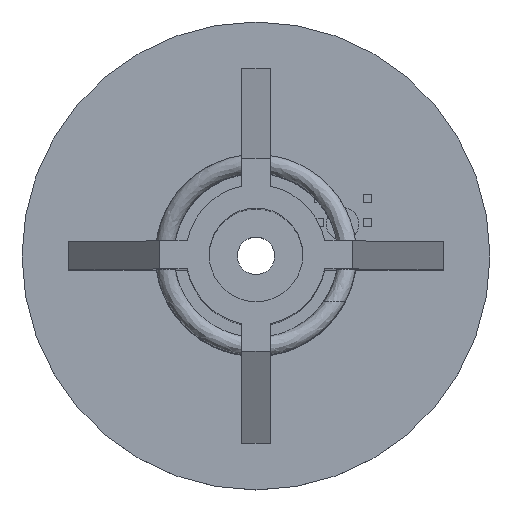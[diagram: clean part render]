
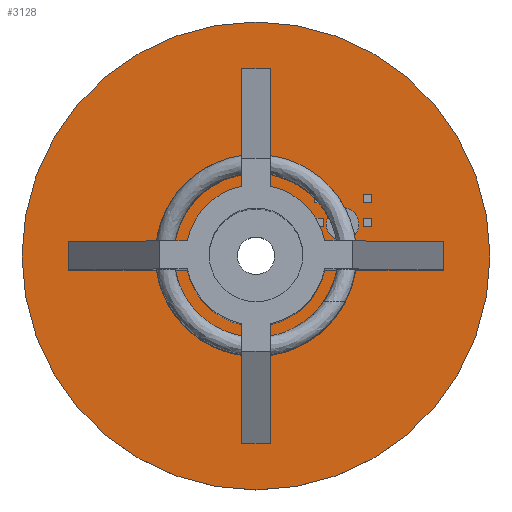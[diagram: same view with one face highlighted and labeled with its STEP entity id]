
A CAD part, top view. The second image highlights one B-rep face of the part: STEP entity #3128.
In plain terms, the highlighted planar face has unit normal (0, 0, 1).
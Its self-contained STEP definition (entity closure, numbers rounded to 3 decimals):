
#79=CIRCLE('',#3313,1.75);
#81=CIRCLE('',#3316,2.);
#84=CIRCLE('',#3320,25.);
#225=FACE_BOUND('',#671,.T.);
#226=FACE_BOUND('',#672,.T.);
#227=FACE_BOUND('',#673,.T.);
#228=FACE_BOUND('',#674,.T.);
#229=FACE_BOUND('',#675,.T.);
#230=FACE_BOUND('',#676,.T.);
#439=FACE_OUTER_BOUND('',#670,.T.);
#670=EDGE_LOOP('',(#2491));
#671=EDGE_LOOP('',(#2492,#2493,#2494,#2495));
#672=EDGE_LOOP('',(#2496,#2497,#2498,#2499));
#673=EDGE_LOOP('',(#2500,#2501,#2502,#2503));
#674=EDGE_LOOP('',(#2504,#2505,#2506,#2507));
#675=EDGE_LOOP('',(#2508));
#676=EDGE_LOOP('',(#2509));
#894=LINE('',#13199,#1160);
#898=LINE('',#13207,#1164);
#901=LINE('',#13213,#1167);
#904=LINE('',#13218,#1170);
#906=LINE('',#13223,#1172);
#910=LINE('',#13231,#1176);
#913=LINE('',#13237,#1179);
#916=LINE('',#13242,#1182);
#918=LINE('',#13247,#1184);
#922=LINE('',#13255,#1188);
#925=LINE('',#13261,#1191);
#928=LINE('',#13266,#1194);
#930=LINE('',#13271,#1196);
#934=LINE('',#13279,#1200);
#937=LINE('',#13285,#1203);
#940=LINE('',#13290,#1206);
#1160=VECTOR('',#3677,10.);
#1164=VECTOR('',#3683,10.);
#1167=VECTOR('',#3688,10.);
#1170=VECTOR('',#3693,10.);
#1172=VECTOR('',#3697,10.);
#1176=VECTOR('',#3703,10.);
#1179=VECTOR('',#3708,10.);
#1182=VECTOR('',#3713,10.);
#1184=VECTOR('',#3717,10.);
#1188=VECTOR('',#3723,10.);
#1191=VECTOR('',#3728,10.);
#1194=VECTOR('',#3733,10.);
#1196=VECTOR('',#3737,10.);
#1200=VECTOR('',#3743,10.);
#1203=VECTOR('',#3748,10.);
#1206=VECTOR('',#3753,10.);
#1444=VERTEX_POINT('',#13197);
#1445=VERTEX_POINT('',#13198);
#1448=VERTEX_POINT('',#13206);
#1450=VERTEX_POINT('',#13212);
#1452=VERTEX_POINT('',#13221);
#1453=VERTEX_POINT('',#13222);
#1456=VERTEX_POINT('',#13230);
#1458=VERTEX_POINT('',#13236);
#1460=VERTEX_POINT('',#13245);
#1461=VERTEX_POINT('',#13246);
#1464=VERTEX_POINT('',#13254);
#1466=VERTEX_POINT('',#13260);
#1468=VERTEX_POINT('',#13269);
#1469=VERTEX_POINT('',#13270);
#1472=VERTEX_POINT('',#13278);
#1474=VERTEX_POINT('',#13284);
#1476=VERTEX_POINT('',#13293);
#1478=VERTEX_POINT('',#13299);
#1481=VERTEX_POINT('',#13307);
#1793=EDGE_CURVE('',#1444,#1445,#894,.T.);
#1797=EDGE_CURVE('',#1445,#1448,#898,.T.);
#1800=EDGE_CURVE('',#1448,#1450,#901,.T.);
#1803=EDGE_CURVE('',#1450,#1444,#904,.T.);
#1805=EDGE_CURVE('',#1452,#1453,#906,.T.);
#1809=EDGE_CURVE('',#1453,#1456,#910,.T.);
#1812=EDGE_CURVE('',#1456,#1458,#913,.T.);
#1815=EDGE_CURVE('',#1458,#1452,#916,.T.);
#1817=EDGE_CURVE('',#1460,#1461,#918,.T.);
#1821=EDGE_CURVE('',#1461,#1464,#922,.T.);
#1824=EDGE_CURVE('',#1464,#1466,#925,.T.);
#1827=EDGE_CURVE('',#1466,#1460,#928,.T.);
#1829=EDGE_CURVE('',#1468,#1469,#930,.T.);
#1833=EDGE_CURVE('',#1469,#1472,#934,.T.);
#1836=EDGE_CURVE('',#1472,#1474,#937,.T.);
#1839=EDGE_CURVE('',#1474,#1468,#940,.T.);
#1841=EDGE_CURVE('',#1476,#1476,#79,.T.);
#1844=EDGE_CURVE('',#1478,#1478,#81,.T.);
#1849=EDGE_CURVE('',#1481,#1481,#84,.T.);
#2491=ORIENTED_EDGE('',*,*,#1849,.T.);
#2492=ORIENTED_EDGE('',*,*,#1800,.T.);
#2493=ORIENTED_EDGE('',*,*,#1803,.T.);
#2494=ORIENTED_EDGE('',*,*,#1793,.T.);
#2495=ORIENTED_EDGE('',*,*,#1797,.T.);
#2496=ORIENTED_EDGE('',*,*,#1812,.T.);
#2497=ORIENTED_EDGE('',*,*,#1815,.T.);
#2498=ORIENTED_EDGE('',*,*,#1805,.T.);
#2499=ORIENTED_EDGE('',*,*,#1809,.T.);
#2500=ORIENTED_EDGE('',*,*,#1824,.T.);
#2501=ORIENTED_EDGE('',*,*,#1827,.T.);
#2502=ORIENTED_EDGE('',*,*,#1817,.T.);
#2503=ORIENTED_EDGE('',*,*,#1821,.T.);
#2504=ORIENTED_EDGE('',*,*,#1836,.T.);
#2505=ORIENTED_EDGE('',*,*,#1839,.T.);
#2506=ORIENTED_EDGE('',*,*,#1829,.T.);
#2507=ORIENTED_EDGE('',*,*,#1833,.T.);
#2508=ORIENTED_EDGE('',*,*,#1841,.T.);
#2509=ORIENTED_EDGE('',*,*,#1844,.T.);
#2992=PLANE('',#3321);
#3128=ADVANCED_FACE('',(#439,#225,#226,#227,#228,#229,#230),#2992,.T.);
#3313=AXIS2_PLACEMENT_3D('',#13294,#3757,#3758);
#3316=AXIS2_PLACEMENT_3D('',#13300,#3764,#3765);
#3320=AXIS2_PLACEMENT_3D('',#13309,#3774,#3775);
#3321=AXIS2_PLACEMENT_3D('',#13310,#3776,#3777);
#3677=DIRECTION('',(0.,1.,0.));
#3683=DIRECTION('',(1.,0.,0.));
#3688=DIRECTION('',(0.,-1.,0.));
#3693=DIRECTION('',(-1.,0.,0.));
#3697=DIRECTION('',(0.,1.,0.));
#3703=DIRECTION('',(1.,0.,0.));
#3708=DIRECTION('',(0.,-1.,0.));
#3713=DIRECTION('',(-1.,0.,0.));
#3717=DIRECTION('',(0.,1.,0.));
#3723=DIRECTION('',(1.,0.,0.));
#3728=DIRECTION('',(0.,-1.,0.));
#3733=DIRECTION('',(-1.,0.,0.));
#3737=DIRECTION('',(0.,1.,0.));
#3743=DIRECTION('',(1.,0.,0.));
#3748=DIRECTION('',(0.,-1.,0.));
#3753=DIRECTION('',(-1.,0.,0.));
#3757=DIRECTION('center_axis',(0.,0.,-1.));
#3758=DIRECTION('ref_axis',(1.,0.,0.));
#3764=DIRECTION('center_axis',(0.,0.,-1.));
#3765=DIRECTION('ref_axis',(1.,0.,0.));
#3774=DIRECTION('center_axis',(0.,0.,1.));
#3775=DIRECTION('ref_axis',(0.,1.,0.));
#3776=DIRECTION('center_axis',(0.,0.,1.));
#3777=DIRECTION('ref_axis',(0.,-1.,0.));
#13197=CARTESIAN_POINT('',(11.445,5.695,0.));
#13198=CARTESIAN_POINT('',(11.445,6.595,0.));
#13199=CARTESIAN_POINT('',(11.445,3.298,0.));
#13206=CARTESIAN_POINT('',(12.345,6.595,0.));
#13207=CARTESIAN_POINT('',(6.172,6.595,0.));
#13212=CARTESIAN_POINT('',(12.345,5.695,0.));
#13213=CARTESIAN_POINT('',(12.345,2.848,0.));
#13218=CARTESIAN_POINT('',(5.722,5.695,0.));
#13221=CARTESIAN_POINT('',(6.29,3.118,0.));
#13222=CARTESIAN_POINT('',(6.29,4.018,0.));
#13223=CARTESIAN_POINT('',(6.29,2.009,0.));
#13230=CARTESIAN_POINT('',(7.19,4.018,0.));
#13231=CARTESIAN_POINT('',(3.595,4.018,0.));
#13236=CARTESIAN_POINT('',(7.19,3.118,0.));
#13237=CARTESIAN_POINT('',(7.19,1.559,0.));
#13242=CARTESIAN_POINT('',(3.145,3.118,0.));
#13245=CARTESIAN_POINT('',(6.29,5.695,0.));
#13246=CARTESIAN_POINT('',(6.29,6.595,0.));
#13247=CARTESIAN_POINT('',(6.29,3.298,0.));
#13254=CARTESIAN_POINT('',(7.19,6.595,0.));
#13255=CARTESIAN_POINT('',(3.595,6.595,0.));
#13260=CARTESIAN_POINT('',(7.19,5.695,0.));
#13261=CARTESIAN_POINT('',(7.19,2.848,0.));
#13266=CARTESIAN_POINT('',(3.145,5.695,0.));
#13269=CARTESIAN_POINT('',(11.445,3.118,0.));
#13270=CARTESIAN_POINT('',(11.445,4.018,0.));
#13271=CARTESIAN_POINT('',(11.445,2.009,0.));
#13278=CARTESIAN_POINT('',(12.345,4.018,0.));
#13279=CARTESIAN_POINT('',(6.172,4.018,0.));
#13284=CARTESIAN_POINT('',(12.345,3.118,0.));
#13285=CARTESIAN_POINT('',(12.345,1.559,0.));
#13290=CARTESIAN_POINT('',(5.722,3.118,0.));
#13293=CARTESIAN_POINT('',(7.498,3.405,0.));
#13294=CARTESIAN_POINT('Origin',(9.248,3.405,0.));
#13299=CARTESIAN_POINT('',(-2.,0.,0.));
#13300=CARTESIAN_POINT('Origin',(0.,0.,0.));
#13307=CARTESIAN_POINT('',(0.,-25.,0.));
#13309=CARTESIAN_POINT('Origin',(0.,0.,0.));
#13310=CARTESIAN_POINT('Origin',(0.,0.,0.));
